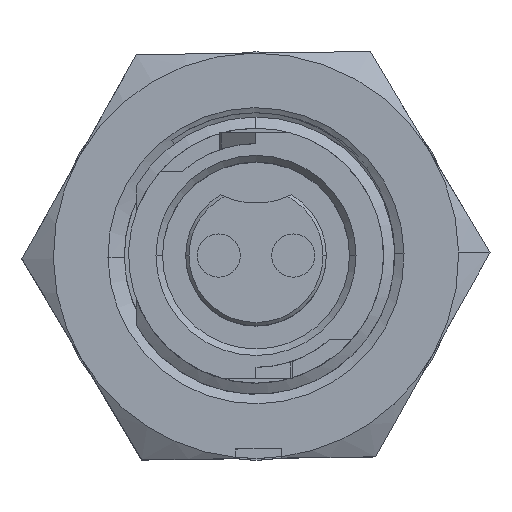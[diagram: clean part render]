
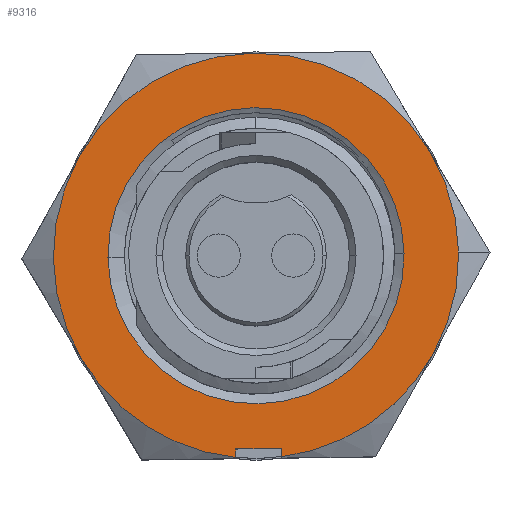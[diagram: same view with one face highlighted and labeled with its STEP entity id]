
A CAD part, top view. The second image highlights one B-rep face of the part: STEP entity #9316.
In plain terms, the highlighted planar face has unit normal (0, 0, 1).
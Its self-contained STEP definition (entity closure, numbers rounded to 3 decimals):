
#161 = DIRECTION ( 'NONE',  ( 0., 0., -1. ) ) ;
#339 = FACE_BOUND ( 'NONE', #899, .T. ) ;
#481 = CARTESIAN_POINT ( 'NONE',  ( 0.99, -7.48, 9.65 ) ) ;
#494 = VERTEX_POINT ( 'NONE', #5167 ) ;
#529 = DIRECTION ( 'NONE',  ( 1., 0.013, 0. ) ) ;
#550 = CIRCLE ( 'NONE', #6964, 7.874 ) ;
#686 = ORIENTED_EDGE ( 'NONE', *, *, #6252, .F. ) ;
#696 = CARTESIAN_POINT ( 'NONE',  ( -5.753, -0.077, 9.65 ) ) ;
#705 = CARTESIAN_POINT ( 'NONE',  ( -6.766, -4.028, 9.65 ) ) ;
#728 = EDGE_CURVE ( 'NONE', #12354, #8048, #8171, .T. ) ;
#883 = DIRECTION ( 'NONE',  ( -1., -0.013, 0. ) ) ;
#899 = EDGE_LOOP ( 'NONE', ( #6474, #9161 ) ) ;
#1173 = AXIS2_PLACEMENT_3D ( 'NONE', #2921, #5835, #7809 ) ;
#1384 = CIRCLE ( 'NONE', #1173, 7.874 ) ;
#1585 = ORIENTED_EDGE ( 'NONE', *, *, #7866, .F. ) ;
#1671 = LINE ( 'NONE', #9809, #4271 ) ;
#2086 = DIRECTION ( 'NONE',  ( 1., 0.013, 0. ) ) ;
#2144 = PLANE ( 'NONE',  #6943 ) ;
#2193 = DIRECTION ( 'NONE',  ( 0., 0., -1. ) ) ;
#2198 = AXIS2_PLACEMENT_3D ( 'NONE', #3510, #7477, #11465 ) ;
#2265 = CARTESIAN_POINT ( 'NONE',  ( -0.784, -7.835, 9.65 ) ) ;
#2414 = VECTOR ( 'NONE', #3764, 1000. ) ;
#2515 = ORIENTED_EDGE ( 'NONE', *, *, #3098, .F. ) ;
#2597 = DIRECTION ( 'NONE',  ( 1., 0.013, 0. ) ) ;
#2609 = CIRCLE ( 'NONE', #5283, 7.874 ) ;
#2646 = DIRECTION ( 'NONE',  ( 1., 0.013, 0. ) ) ;
#2760 = EDGE_LOOP ( 'NONE', ( #8613, #10919, #12099, #1585, #9826, #686, #2515, #8137, #3610, #9112 ) ) ;
#2849 = VERTEX_POINT ( 'NONE', #2859 ) ;
#2859 = CARTESIAN_POINT ( 'NONE',  ( 5.753, 0.077, 9.65 ) ) ;
#2921 = CARTESIAN_POINT ( 'NONE',  ( 0., 0., 9.65 ) ) ;
#3098 = EDGE_CURVE ( 'NONE', #7846, #12435, #5263, .T. ) ;
#3193 = CARTESIAN_POINT ( 'NONE',  ( 0., 0., 9.65 ) ) ;
#3414 = EDGE_CURVE ( 'NONE', #6719, #2849, #10296, .T. ) ;
#3421 = AXIS2_PLACEMENT_3D ( 'NONE', #3193, #161, #5054 ) ;
#3485 = VECTOR ( 'NONE', #11110, 1000. ) ;
#3510 = CARTESIAN_POINT ( 'NONE',  ( 0., 0., 9.65 ) ) ;
#3570 = CARTESIAN_POINT ( 'NONE',  ( 0., 0., 9.65 ) ) ;
#3610 = ORIENTED_EDGE ( 'NONE', *, *, #6394, .F. ) ;
#3628 = DIRECTION ( 'NONE',  ( 0., 0., -1. ) ) ;
#3764 = DIRECTION ( 'NONE',  ( -0.013, 1., 0. ) ) ;
#3826 = LINE ( 'NONE', #8913, #2414 ) ;
#4074 = CARTESIAN_POINT ( 'NONE',  ( 0., 0., 9.65 ) ) ;
#4271 = VECTOR ( 'NONE', #883, 1000. ) ;
#4273 = VERTEX_POINT ( 'NONE', #705 ) ;
#4275 = DIRECTION ( 'NONE',  ( 1., 0.013, 0. ) ) ;
#4460 = CARTESIAN_POINT ( 'NONE',  ( 0., 0., 9.65 ) ) ;
#4883 = CIRCLE ( 'NONE', #2198, 7.874 ) ;
#4928 = CARTESIAN_POINT ( 'NONE',  ( 0.994, -7.811, 9.65 ) ) ;
#5054 = DIRECTION ( 'NONE',  ( 1., 0.013, 0. ) ) ;
#5088 = AXIS2_PLACEMENT_3D ( 'NONE', #4460, #3628, #529 ) ;
#5146 = CARTESIAN_POINT ( 'NONE',  ( -0.769, -8.949, 9.65 ) ) ;
#5167 = CARTESIAN_POINT ( 'NONE',  ( -0.106, 7.873, 9.65 ) ) ;
#5263 = CIRCLE ( 'NONE', #3421, 7.874 ) ;
#5283 = AXIS2_PLACEMENT_3D ( 'NONE', #12662, #7498, #11487 ) ;
#5301 = DIRECTION ( 'NONE',  ( 0., 0., -1. ) ) ;
#5349 = DIRECTION ( 'NONE',  ( 0., 0., -1. ) ) ;
#5596 = CARTESIAN_POINT ( 'NONE',  ( 0., 0., 9.65 ) ) ;
#5727 = CIRCLE ( 'NONE', #10326, 5.753 ) ;
#5835 = DIRECTION ( 'NONE',  ( 0., 0., -1. ) ) ;
#6011 = VERTEX_POINT ( 'NONE', #4928 ) ;
#6252 = EDGE_CURVE ( 'NONE', #12435, #7810, #4883, .T. ) ;
#6394 = EDGE_CURVE ( 'NONE', #7864, #494, #550, .T. ) ;
#6474 = ORIENTED_EDGE ( 'NONE', *, *, #3414, .T. ) ;
#6719 = VERTEX_POINT ( 'NONE', #696 ) ;
#6769 = AXIS2_PLACEMENT_3D ( 'NONE', #4074, #2193, #12107 ) ;
#6814 = CARTESIAN_POINT ( 'NONE',  ( -6.871, 3.845, 9.65 ) ) ;
#6943 = AXIS2_PLACEMENT_3D ( 'NONE', #10286, #5301, #4275 ) ;
#6964 = AXIS2_PLACEMENT_3D ( 'NONE', #3570, #10746, #2597 ) ;
#7215 = CARTESIAN_POINT ( 'NONE',  ( -0.788, -7.504, 9.65 ) ) ;
#7477 = DIRECTION ( 'NONE',  ( 0., 0., -1. ) ) ;
#7498 = DIRECTION ( 'NONE',  ( 0., 0., -1. ) ) ;
#7809 = DIRECTION ( 'NONE',  ( 1., 0.013, 0. ) ) ;
#7810 = VERTEX_POINT ( 'NONE', #9772 ) ;
#7846 = VERTEX_POINT ( 'NONE', #9969 ) ;
#7864 = VERTEX_POINT ( 'NONE', #6814 ) ;
#7866 = EDGE_CURVE ( 'NONE', #6011, #9752, #3826, .T. ) ;
#8048 = VERTEX_POINT ( 'NONE', #2265 ) ;
#8137 = ORIENTED_EDGE ( 'NONE', *, *, #11634, .F. ) ;
#8171 = LINE ( 'NONE', #5146, #3485 ) ;
#8208 = AXIS2_PLACEMENT_3D ( 'NONE', #10534, #5349, #2646 ) ;
#8279 = EDGE_CURVE ( 'NONE', #9752, #12354, #1671, .T. ) ;
#8613 = ORIENTED_EDGE ( 'NONE', *, *, #8758, .F. ) ;
#8758 = EDGE_CURVE ( 'NONE', #8048, #4273, #1384, .T. ) ;
#8913 = CARTESIAN_POINT ( 'NONE',  ( 1.009, -8.925, 9.65 ) ) ;
#9112 = ORIENTED_EDGE ( 'NONE', *, *, #11306, .F. ) ;
#9161 = ORIENTED_EDGE ( 'NONE', *, *, #12167, .T. ) ;
#9284 = CIRCLE ( 'NONE', #6769, 7.874 ) ;
#9316 = ADVANCED_FACE ( 'NONE', ( #339, #11077 ), #2144, .F. ) ;
#9752 = VERTEX_POINT ( 'NONE', #481 ) ;
#9772 = CARTESIAN_POINT ( 'NONE',  ( 6.871, -3.845, 9.65 ) ) ;
#9809 = CARTESIAN_POINT ( 'NONE',  ( 0.99, -7.48, 9.65 ) ) ;
#9826 = ORIENTED_EDGE ( 'NONE', *, *, #11949, .F. ) ;
#9969 = CARTESIAN_POINT ( 'NONE',  ( 6.766, 4.028, 9.65 ) ) ;
#10286 = CARTESIAN_POINT ( 'NONE',  ( -0.211, 15.747, 9.65 ) ) ;
#10296 = CIRCLE ( 'NONE', #8208, 5.753 ) ;
#10326 = AXIS2_PLACEMENT_3D ( 'NONE', #5596, #12598, #2086 ) ;
#10534 = CARTESIAN_POINT ( 'NONE',  ( 0., 0., 9.65 ) ) ;
#10746 = DIRECTION ( 'NONE',  ( 0., 0., -1. ) ) ;
#10919 = ORIENTED_EDGE ( 'NONE', *, *, #728, .F. ) ;
#11077 = FACE_OUTER_BOUND ( 'NONE', #2760, .T. ) ;
#11110 = DIRECTION ( 'NONE',  ( 0.013, -1., 0. ) ) ;
#11306 = EDGE_CURVE ( 'NONE', #4273, #7864, #2609, .T. ) ;
#11324 = CARTESIAN_POINT ( 'NONE',  ( 7.873, 0.106, 9.65 ) ) ;
#11465 = DIRECTION ( 'NONE',  ( 1., 0.013, 0. ) ) ;
#11487 = DIRECTION ( 'NONE',  ( 1., 0.013, 0. ) ) ;
#11634 = EDGE_CURVE ( 'NONE', #494, #7846, #11780, .T. ) ;
#11780 = CIRCLE ( 'NONE', #5088, 7.874 ) ;
#11949 = EDGE_CURVE ( 'NONE', #7810, #6011, #9284, .T. ) ;
#12099 = ORIENTED_EDGE ( 'NONE', *, *, #8279, .F. ) ;
#12107 = DIRECTION ( 'NONE',  ( 1., 0.013, 0. ) ) ;
#12167 = EDGE_CURVE ( 'NONE', #2849, #6719, #5727, .T. ) ;
#12354 = VERTEX_POINT ( 'NONE', #7215 ) ;
#12435 = VERTEX_POINT ( 'NONE', #11324 ) ;
#12598 = DIRECTION ( 'NONE',  ( 0., 0., -1. ) ) ;
#12662 = CARTESIAN_POINT ( 'NONE',  ( 0., 0., 9.65 ) ) ;
